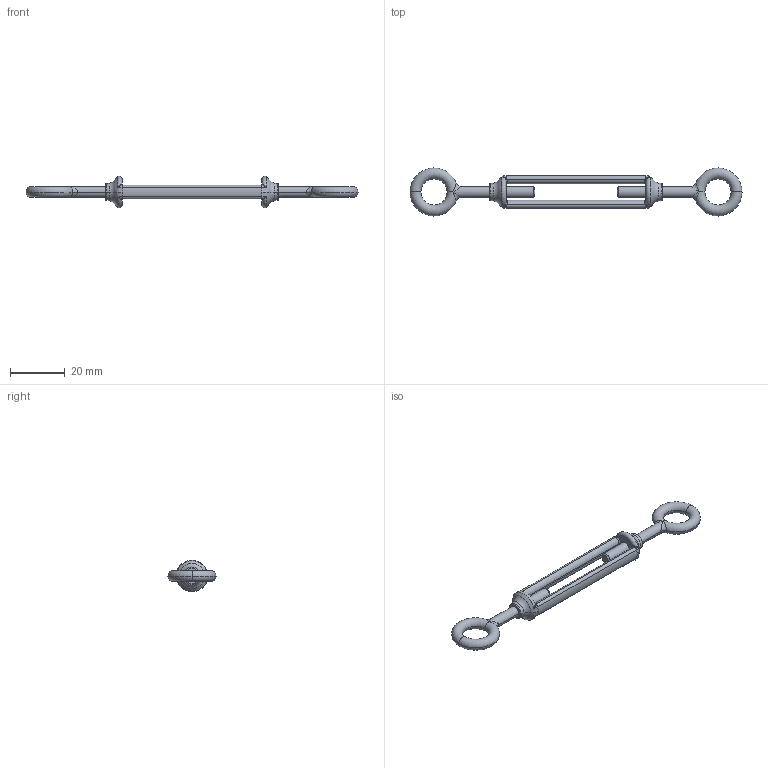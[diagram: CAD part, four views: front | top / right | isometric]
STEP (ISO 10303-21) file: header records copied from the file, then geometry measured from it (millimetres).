
FILE_DESCRIPTION((''),'2;1');
FILE_NAME('2812_COSCH_EDELSTAHLTECHNIK','2021-09-27T21:53:40',('Gogel'),('CAD_Service Gogel'),'CREO PARAMETRIC BY PTC INC, 2018420','CREO PARAMETRIC BY PTC INC, 2018420','');
FILE_SCHEMA(('AUTOMOTIVE_DESIGN { 1 0 10303 214 1 1 1 1 }'));
Length unit declared in the file: millimetre
Products named in the file (1): 2812_COSCH_EDELSTAHLTECHNIK
Bounding box: 121 x 17.5 x 11.42 mm (x, y, z)
Volume: 3627.3 mm3; surface area: 3472.2 mm2
Topology: 1 solids, 1 shells, 110 faces, 250 edges, 142 vertices
Faces by surface type: bspline 44, torus 32, cylinder 20, cone 8, plane 6
Entity records: 5575 total; most frequent: CARTESIAN_POINT 2970, DIRECTION 497, ORIENTED_EDGE 488, EDGE_CURVE 244, AXIS2_PLACEMENT_3D 229, CIRCLE 148, VERTEX_POINT 134, EDGE_LOOP 114
